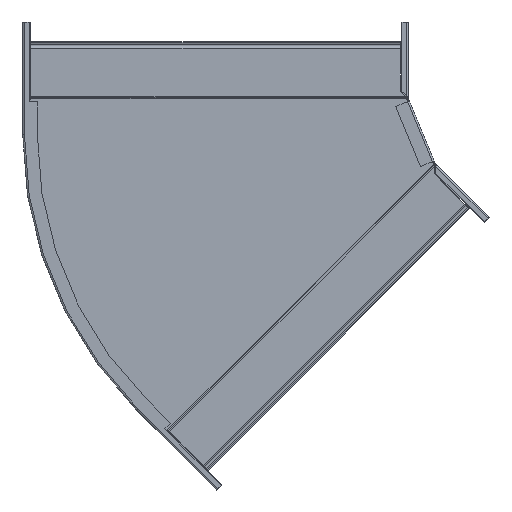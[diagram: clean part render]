
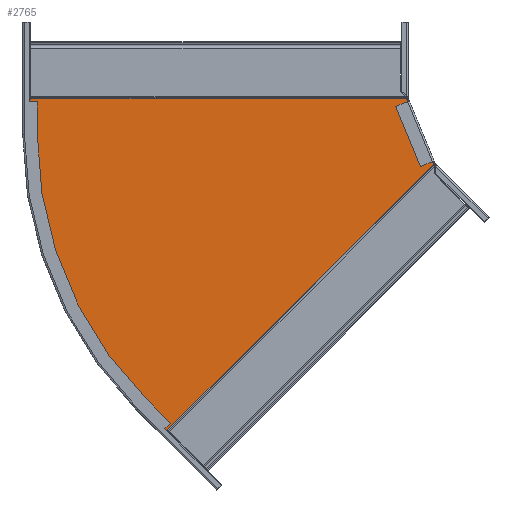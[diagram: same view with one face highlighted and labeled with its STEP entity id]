
A CAD part, front view. The second image highlights one B-rep face of the part: STEP entity #2765.
In plain terms, the highlighted planar face has unit normal (0, -1, 0).
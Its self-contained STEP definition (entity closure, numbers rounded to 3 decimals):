
#62 = CARTESIAN_POINT ( 'NONE',  ( -258.847, -1., -306.328 ) ) ;
#99 = ORIENTED_EDGE ( 'NONE', *, *, #2341, .F. ) ;
#208 = CARTESIAN_POINT ( 'NONE',  ( -399.639, -1., 33.574 ) ) ;
#225 = CARTESIAN_POINT ( 'NONE',  ( -406.139, -1., -3.268 ) ) ;
#226 = DIRECTION ( 'NONE',  ( -1., 0., 0. ) ) ;
#228 = VERTEX_POINT ( 'NONE', #1246 ) ;
#329 = DIRECTION ( 'NONE',  ( -0.707, 0., -0.707 ) ) ;
#378 = ORIENTED_EDGE ( 'NONE', *, *, #775, .F. ) ;
#415 = VECTOR ( 'NONE', #3870, 1000. ) ;
#477 = EDGE_CURVE ( 'NONE', #4081, #1813, #2996, .T. ) ;
#489 = ORIENTED_EDGE ( 'NONE', *, *, #4088, .T. ) ;
#566 = VECTOR ( 'NONE', #746, 1000. ) ;
#588 = DIRECTION ( 'NONE',  ( 0.383, 0., -0.924 ) ) ;
#717 = VECTOR ( 'NONE', #4530, 1000. ) ;
#746 = DIRECTION ( 'NONE',  ( -1., 0., 0. ) ) ;
#767 = CARTESIAN_POINT ( 'NONE',  ( 13.639, -1., -32.928 ) ) ;
#775 = EDGE_CURVE ( 'NONE', #5332, #4410, #4082, .T. ) ;
#988 = CARTESIAN_POINT ( 'NONE',  ( -399.639, -1., 85.428 ) ) ;
#1000 = DIRECTION ( 'NONE',  ( 0., 1., 0. ) ) ;
#1049 = VERTEX_POINT ( 'NONE', #5523 ) ;
#1135 = CARTESIAN_POINT ( 'NONE',  ( 14.096, -1., -33.384 ) ) ;
#1145 = ORIENTED_EDGE ( 'NONE', *, *, #3746, .T. ) ;
#1157 = AXIS2_PLACEMENT_3D ( 'NONE', #3386, #1263, #5079 ) ;
#1246 = CARTESIAN_POINT ( 'NONE',  ( -263.9, -1., -310.467 ) ) ;
#1255 = ORIENTED_EDGE ( 'NONE', *, *, #2469, .F. ) ;
#1263 = DIRECTION ( 'NONE',  ( 0., -1., 0. ) ) ;
#1280 = LINE ( 'NONE', #4567, #566 ) ;
#1285 = VECTOR ( 'NONE', #1848, 1000. ) ;
#1288 = CARTESIAN_POINT ( 'NONE',  ( -13.639, -1., 32.928 ) ) ;
#1317 = LINE ( 'NONE', #2465, #1513 ) ;
#1428 = CARTESIAN_POINT ( 'NONE',  ( -406.139, -1., 32.928 ) ) ;
#1513 = VECTOR ( 'NONE', #329, 1000. ) ;
#1599 = CARTESIAN_POINT ( 'NONE',  ( -13.639, -1., 33.574 ) ) ;
#1610 = CARTESIAN_POINT ( 'NONE',  ( -7.889, -1., 33.574 ) ) ;
#1669 = EDGE_CURVE ( 'NONE', #5303, #4410, #1280, .T. ) ;
#1702 = EDGE_CURVE ( 'NONE', #2214, #5332, #3528, .T. ) ;
#1747 = ORIENTED_EDGE ( 'NONE', *, *, #5555, .F. ) ;
#1783 = CARTESIAN_POINT ( 'NONE',  ( -289.494, -1., -284.873 ) ) ;
#1790 = CARTESIAN_POINT ( 'NONE',  ( -8.802, -1., 21.249 ) ) ;
#1813 = VERTEX_POINT ( 'NONE', #3856 ) ;
#1819 = VERTEX_POINT ( 'NONE', #208 ) ;
#1848 = DIRECTION ( 'NONE',  ( 0.707, 0., -0.707 ) ) ;
#1947 = EDGE_CURVE ( 'NONE', #3185, #1819, #5423, .T. ) ;
#2004 = AXIS2_PLACEMENT_3D ( 'NONE', #3997, #1000, #4446 ) ;
#2059 = DIRECTION ( 'NONE',  ( -0.707, 0., 0.707 ) ) ;
#2087 = VECTOR ( 'NONE', #2059, 1000. ) ;
#2214 = VERTEX_POINT ( 'NONE', #4124 ) ;
#2243 = CARTESIAN_POINT ( 'NONE',  ( 18.162, -1., -29.318 ) ) ;
#2275 = LINE ( 'NONE', #988, #4506 ) ;
#2341 = EDGE_CURVE ( 'NONE', #3185, #1049, #2953, .T. ) ;
#2394 = VERTEX_POINT ( 'NONE', #2566 ) ;
#2465 = CARTESIAN_POINT ( 'NONE',  ( -263.9, -1., -310.467 ) ) ;
#2469 = EDGE_CURVE ( 'NONE', #1813, #228, #1317, .T. ) ;
#2566 = CARTESIAN_POINT ( 'NONE',  ( 13.639, -1., -32.928 ) ) ;
#2765 = ADVANCED_FACE ( 'NONE', ( #4605 ), #4181, .T. ) ;
#2841 = VECTOR ( 'NONE', #3756, 1000. ) ;
#2953 = LINE ( 'NONE', #1288, #2841 ) ;
#2996 = LINE ( 'NONE', #5139, #5384 ) ;
#3161 = VECTOR ( 'NONE', #588, 1000. ) ;
#3185 = VERTEX_POINT ( 'NONE', #1599 ) ;
#3386 = CARTESIAN_POINT ( 'NONE',  ( -7.889, -1., -3.268 ) ) ;
#3431 = LINE ( 'NONE', #767, #2087 ) ;
#3528 = CIRCLE ( 'NONE', #2004, 398.25 ) ;
#3720 = EDGE_CURVE ( 'NONE', #1049, #2394, #3986, .T. ) ;
#3746 = EDGE_CURVE ( 'NONE', #1819, #5303, #2275, .T. ) ;
#3756 = DIRECTION ( 'NONE',  ( 0., 0., -1. ) ) ;
#3809 = VERTEX_POINT ( 'NONE', #1135 ) ;
#3856 = CARTESIAN_POINT ( 'NONE',  ( -259.304, -1., -305.871 ) ) ;
#3870 = DIRECTION ( 'NONE',  ( -0.707, 0., -0.707 ) ) ;
#3986 = LINE ( 'NONE', #1790, #3161 ) ;
#3997 = CARTESIAN_POINT ( 'NONE',  ( -7.889, -1., -3.268 ) ) ;
#4081 = VERTEX_POINT ( 'NONE', #62 ) ;
#4082 = LINE ( 'NONE', #5322, #717 ) ;
#4088 = EDGE_CURVE ( 'NONE', #2214, #228, #4339, .T. ) ;
#4124 = CARTESIAN_POINT ( 'NONE',  ( -289.494, -1., -284.873 ) ) ;
#4143 = ORIENTED_EDGE ( 'NONE', *, *, #1947, .T. ) ;
#4178 = ORIENTED_EDGE ( 'NONE', *, *, #5194, .T. ) ;
#4181 = PLANE ( 'NONE',  #1157 ) ;
#4187 = ORIENTED_EDGE ( 'NONE', *, *, #477, .F. ) ;
#4339 = LINE ( 'NONE', #1783, #1285 ) ;
#4410 = VERTEX_POINT ( 'NONE', #1428 ) ;
#4446 = DIRECTION ( 'NONE',  ( 0., 0., -1. ) ) ;
#4482 = VECTOR ( 'NONE', #226, 1000. ) ;
#4506 = VECTOR ( 'NONE', #5306, 1000. ) ;
#4530 = DIRECTION ( 'NONE',  ( 0., 0., 1. ) ) ;
#4567 = CARTESIAN_POINT ( 'NONE',  ( -406.139, -1., 32.928 ) ) ;
#4605 = FACE_OUTER_BOUND ( 'NONE', #5263, .T. ) ;
#4726 = DIRECTION ( 'NONE',  ( -0.707, 0., 0.707 ) ) ;
#4736 = ORIENTED_EDGE ( 'NONE', *, *, #1669, .T. ) ;
#4792 = ORIENTED_EDGE ( 'NONE', *, *, #1702, .F. ) ;
#5079 = DIRECTION ( 'NONE',  ( 0., 0., -1. ) ) ;
#5139 = CARTESIAN_POINT ( 'NONE',  ( -222.181, -1., -342.994 ) ) ;
#5161 = LINE ( 'NONE', #2243, #415 ) ;
#5194 = EDGE_CURVE ( 'NONE', #3809, #2394, #3431, .T. ) ;
#5257 = CARTESIAN_POINT ( 'NONE',  ( -399.639, -1., 32.928 ) ) ;
#5263 = EDGE_LOOP ( 'NONE', ( #99, #4143, #1145, #4736, #378, #4792, #489, #1255, #4187, #1747, #4178, #5298 ) ) ;
#5298 = ORIENTED_EDGE ( 'NONE', *, *, #3720, .F. ) ;
#5303 = VERTEX_POINT ( 'NONE', #5257 ) ;
#5306 = DIRECTION ( 'NONE',  ( 0., 0., -1. ) ) ;
#5322 = CARTESIAN_POINT ( 'NONE',  ( -406.139, -1., -3.268 ) ) ;
#5332 = VERTEX_POINT ( 'NONE', #225 ) ;
#5384 = VECTOR ( 'NONE', #4726, 1000. ) ;
#5423 = LINE ( 'NONE', #1610, #4482 ) ;
#5523 = CARTESIAN_POINT ( 'NONE',  ( -13.639, -1., 32.928 ) ) ;
#5555 = EDGE_CURVE ( 'NONE', #3809, #4081, #5161, .T. ) ;
